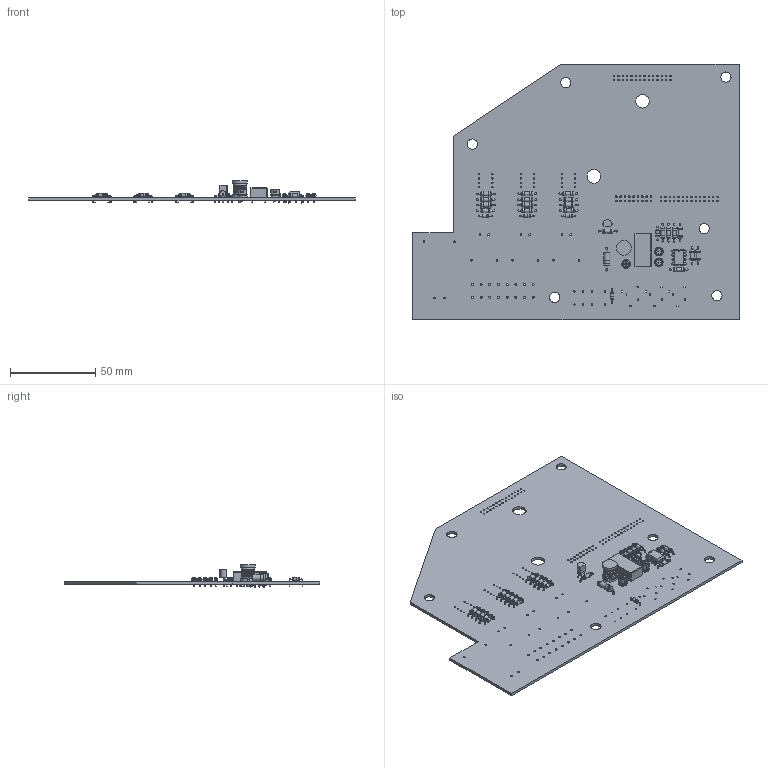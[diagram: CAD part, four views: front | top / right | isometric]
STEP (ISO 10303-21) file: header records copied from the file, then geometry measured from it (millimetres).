
FILE_DESCRIPTION(('KiCad electronic assembly'),'2;1');
FILE_NAME('ECS-Prototype.step','2023-08-19T15:20:18',('Pcbnew'),('Kicad' ),'Open CASCADE STEP processor 7.6','KiCad to STEP converter', 'Unknown');
FILE_SCHEMA(('AUTOMOTIVE_DESIGN { 1 0 10303 214 1 1 1 1 }'));
Length unit declared in the file: millimetre
Products named in the file (18): ECS-Prototype 1; D_DO-35_SOD27_P7.62mm_Horizontal; COMPOUND; D_DO-15_P12.70mm_Horizontal; SOLID; TO-92_Inline_Wide; R_Axial_DIN0207_L6.3mm_D2.5mm_P10.16mm_Horizontal; DIP-8_W7.62mm; L_Radial_D8.7mm_P5.00mm_Fastron_07HCP; CP_Radial_D5.0mm_P2.50mm; Converter_DCDC_XP_POWER-IAxxxxD_THT; ECS-Prototype PCB
Assembly tree (42 placements, depth 3):
  ECS-Prototype 1
    D_DO-35_SOD27_P7.62mm_Horizontal  x5
      COMPOUND
    D_DO-15_P12.70mm_Horizontal
      SOLID
    TO-92_Inline_Wide
      SOLID
    R_Axial_DIN0207_L6.3mm_D2.5mm_P10.16mm_Horizontal  x20
      SOLID
    DIP-8_W7.62mm
      SOLID
    L_Radial_D8.7mm_P5.00mm_Fastron_07HCP
      SOLID
    CP_Radial_D5.0mm_P2.50mm  x3
      SOLID
    Converter_DCDC_XP_POWER-IAxxxxD_THT
      SOLID
    ECS-Prototype PCB
Bounding box: 191 x 149.5 x 13.35 mm (x, y, z)
Volume: 42111.8 mm3; surface area: 55499.7 mm2
Topology: 39 solids, 42 shells, 1322 faces, 3104 edges, 1978 vertices
Faces by surface type: plane 662, cylinder 484, torus 119, bspline 38, revolution 15, sphere 4
Full cylindrical faces by diameter (mm): 0.5 x21, 0.51 x6, 0.6 x80, 0.8 x151, 0.85 x6, 0.9 x4, 1 x42, 1.2 x16, 1.3 x2, 1.74 x2, 2 x10, 2.02 x5, 2.25 x20, 2.5 x40, 3 x1, 3.6 x2, 3.62 x1, 6 x6, 6.96 x6, 8 x2, 8.7 x2
Entity records: 63090 total; most frequent: CARTESIAN_POINT 14608, DIRECTION 8512, LINE 5415, VECTOR 5415, ORIENTED_EDGE 4522, PCURVE 4522, DEFINITIONAL_REPRESENTATION 4522, EDGE_CURVE 2261
